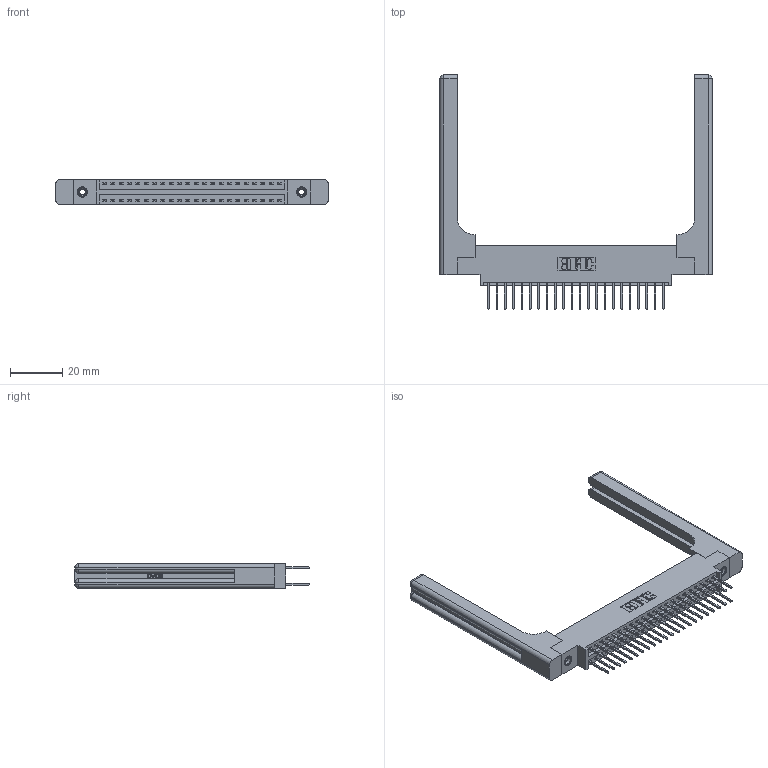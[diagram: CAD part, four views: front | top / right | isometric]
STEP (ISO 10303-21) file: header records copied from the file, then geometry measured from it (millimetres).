
FILE_DESCRIPTION (( 'STEP AP203' ), '1' );
FILE_NAME ('396-044-526-858.STEP', '2019-11-02T06:22:56', ( '' ), ( '' ), 'SwSTEP 2.0', 'SolidWorks 2016', '' );
FILE_SCHEMA (( 'CONFIG_CONTROL_DESIGN' ));
Length unit declared in the file: inch
Products named in the file (5): 346-220-058_345-220-058; 396-044-526-858; 346 Part_0.170 Offset - 0.156 Dia-TH; 345-292-001_345-293-126; 345-250-001_345-250-001-102
Assembly tree (49 placements, depth 2):
  396-044-526-858
    346 Part_0.170 Offset - 0.156 Dia-TH
    345-292-001_345-293-126  x44
    345-250-001_345-250-001-102  x2
    346-220-058_345-220-058  x2
Bounding box: 103.91 x 89.41 x 9.4 mm (x, y, z)
Volume: 17389.1 mm3; surface area: 18762.1 mm2
Topology: 49 solids, 49 shells, 2670 faces, 7827 edges, 5138 vertices
Faces by surface type: plane 1768, cylinder 842, bspline 36, cone 12, sphere 8, torus 4
Entity records: 22382 total; most frequent: CARTESIAN_POINT 4725, ORIENTED_EDGE 3456, DIRECTION 3148, EDGE_CURVE 1728, LINE 1416, VECTOR 1416, VERTEX_POINT 1142, AXIS2_PLACEMENT_3D 866
